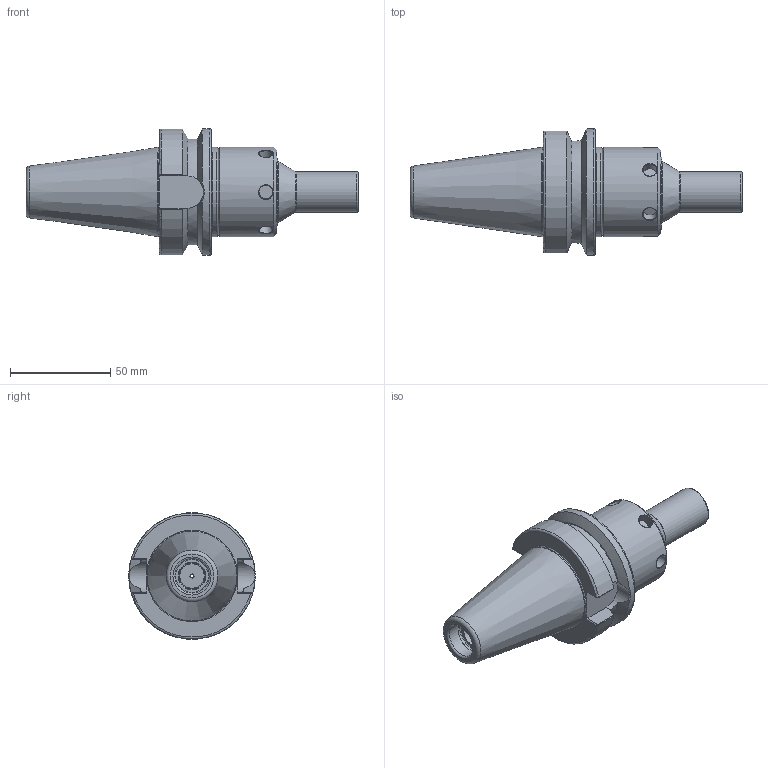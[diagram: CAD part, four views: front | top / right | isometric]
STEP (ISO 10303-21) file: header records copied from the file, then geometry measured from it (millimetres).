
FILE_DESCRIPTION(/* description */ (''),/* implementation_level */ '2;1');
FILE_NAME(/* name */ 'DBT40-VX08-100.stp',/* time_stamp */ '2019-07-12T15:59:16-05:00',/* author */ ('ldfli'),/* organization */ (''),/* preprocessor_version */ 'ST-DEVELOPER v18',/* originating_system */ 'Autodesk Inventor LT',/* authorisation */ '');
FILE_SCHEMA (('AUTOMOTIVE_DESIGN { 1 0 10303 214 3 1 1 }'));
Length unit declared in the file: millimetre
Products named in the file (1): DBT40-VX08-100
Bounding box: 165.4 x 63 x 63 mm (x, y, z)
Volume: 168951.2 mm3; surface area: 42897.4 mm2
Topology: 4 solids, 4 shells, 155 faces, 437 edges, 307 vertices
Faces by surface type: plane 54, cylinder 45, torus 23, cone 17, bspline 16
Full cylindrical faces by diameter (mm): 2 x4, 6.03 x1, 6.9 x6, 8 x1, 11.04 x1, 12 x1, 12.69 x2, 13 x2, 13.835 x1, 17 x1, 17.5 x1, 20 x1, 28.6 x1, 30 x2, 30.05 x1, 38.5 x1, 40 x1, 40.5 x1, 44.45 x3, 63 x1
Entity records: 6827 total; most frequent: CARTESIAN_POINT 2640, ORIENTED_EDGE 874, DIRECTION 857, EDGE_CURVE 437, AXIS2_PLACEMENT_3D 363, VERTEX_POINT 307, CIRCLE 223, EDGE_LOOP 186
